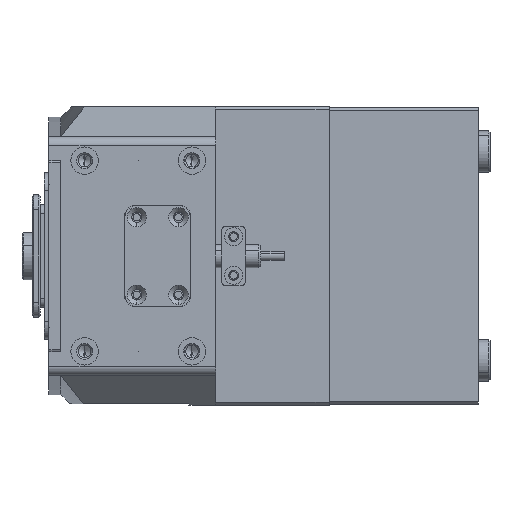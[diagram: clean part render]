
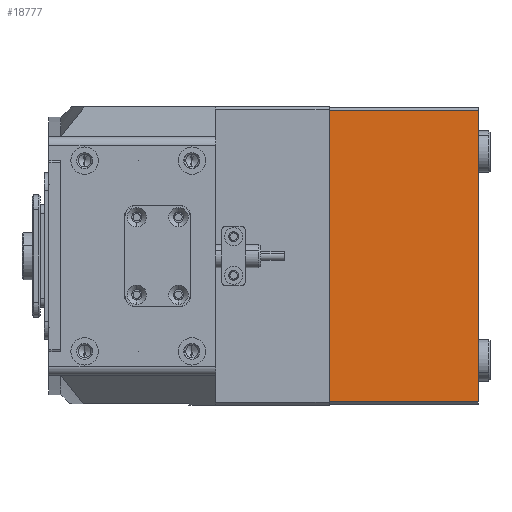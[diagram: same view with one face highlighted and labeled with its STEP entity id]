
A CAD part, left-side view. The second image highlights one B-rep face of the part: STEP entity #18777.
In plain terms, the highlighted planar face has unit normal (-1, 0, 0).
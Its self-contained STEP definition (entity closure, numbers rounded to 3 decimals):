
#940 = VECTOR ( 'NONE', #18803, 1000. ) ;
#2526 = ORIENTED_EDGE ( 'NONE', *, *, #24121, .T. ) ;
#4011 = CARTESIAN_POINT ( 'NONE',  ( -78., 49.9, 0. ) ) ;
#7876 = CARTESIAN_POINT ( 'NONE',  ( -78., -48.9, -50. ) ) ;
#8781 = PLANE ( 'NONE',  #47017 ) ;
#9463 = FACE_OUTER_BOUND ( 'NONE', #34946, .T. ) ;
#9827 = ORIENTED_EDGE ( 'NONE', *, *, #47384, .T. ) ;
#9917 = DIRECTION ( 'NONE',  ( 0., 1., 0. ) ) ;
#11845 = VERTEX_POINT ( 'NONE', #12130 ) ;
#12130 = CARTESIAN_POINT ( 'NONE',  ( -78., -48.9, 0. ) ) ;
#15265 = EDGE_CURVE ( 'NONE', #25083, #33143, #49202, .T. ) ;
#18777 = ADVANCED_FACE ( 'NONE', ( #9463 ), #8781, .F. ) ;
#18803 = DIRECTION ( 'NONE',  ( 0., 0., -1. ) ) ;
#20771 = CARTESIAN_POINT ( 'NONE',  ( -78., 48.9, -50. ) ) ;
#21412 = CARTESIAN_POINT ( 'NONE',  ( -78., 49.9, -50. ) ) ;
#21849 = LINE ( 'NONE', #4011, #42510 ) ;
#22223 = CARTESIAN_POINT ( 'NONE',  ( -78., 49.9, -50. ) ) ;
#24121 = EDGE_CURVE ( 'NONE', #32833, #33143, #44192, .T. ) ;
#24170 = ORIENTED_EDGE ( 'NONE', *, *, #15265, .F. ) ;
#24901 = DIRECTION ( 'NONE',  ( 0., 0., 1. ) ) ;
#25083 = VERTEX_POINT ( 'NONE', #7876 ) ;
#32833 = VERTEX_POINT ( 'NONE', #38206 ) ;
#33143 = VERTEX_POINT ( 'NONE', #20771 ) ;
#34393 = CARTESIAN_POINT ( 'NONE',  ( -78., -48.9, -50. ) ) ;
#34946 = EDGE_LOOP ( 'NONE', ( #47972, #2526, #24170, #9827 ) ) ;
#37367 = DIRECTION ( 'NONE',  ( 1., 0., 0. ) ) ;
#38145 = VECTOR ( 'NONE', #24901, 1000. ) ;
#38206 = CARTESIAN_POINT ( 'NONE',  ( -78., 48.9, 0. ) ) ;
#38560 = VECTOR ( 'NONE', #9917, 1000. ) ;
#38658 = EDGE_CURVE ( 'NONE', #11845, #32833, #21849, .T. ) ;
#40678 = CARTESIAN_POINT ( 'NONE',  ( -78., 48.9, -50. ) ) ;
#42510 = VECTOR ( 'NONE', #51528, 1000. ) ;
#43132 = LINE ( 'NONE', #34393, #38145 ) ;
#44192 = LINE ( 'NONE', #40678, #940 ) ;
#45067 = DIRECTION ( 'NONE',  ( 0., 1., 0. ) ) ;
#47017 = AXIS2_PLACEMENT_3D ( 'NONE', #21412, #37367, #45067 ) ;
#47384 = EDGE_CURVE ( 'NONE', #25083, #11845, #43132, .T. ) ;
#47972 = ORIENTED_EDGE ( 'NONE', *, *, #38658, .T. ) ;
#49202 = LINE ( 'NONE', #22223, #38560 ) ;
#51528 = DIRECTION ( 'NONE',  ( 0., 1., 0. ) ) ;
